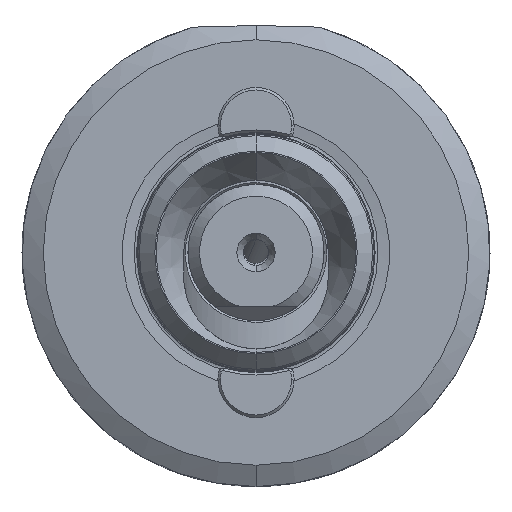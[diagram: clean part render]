
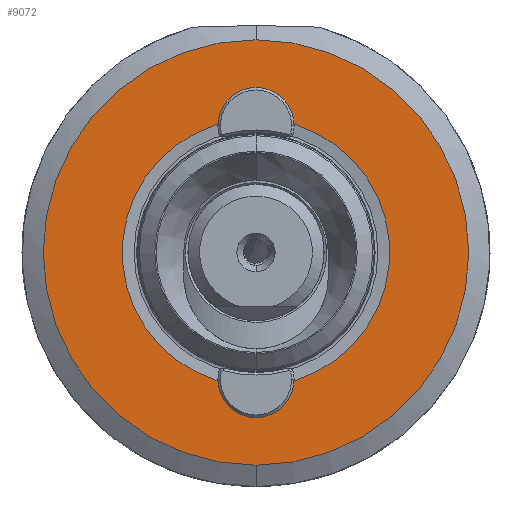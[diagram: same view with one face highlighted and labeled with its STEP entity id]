
A CAD part, left-side view. The second image highlights one B-rep face of the part: STEP entity #9072.
In plain terms, the highlighted planar face has unit normal (-1, 0, 0).
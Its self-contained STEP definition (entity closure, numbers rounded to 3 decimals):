
#14 = AXIS2_PLACEMENT_3D ( 'NONE', #50097, #26110, #1970 ) ;
#320 = CIRCLE ( 'NONE', #48178, 25. ) ;
#1476 = CIRCLE ( 'NONE', #33083, 15.715 ) ;
#1488 = AXIS2_PLACEMENT_3D ( 'NONE', #10901, #39024, #14940 ) ;
#1778 = CARTESIAN_POINT ( 'NONE',  ( 0., 0., 0. ) ) ;
#1970 = DIRECTION ( 'NONE',  ( 0., 0., 1. ) ) ;
#2137 = VERTEX_POINT ( 'NONE', #7508 ) ;
#3175 = FACE_BOUND ( 'NONE', #39473, .T. ) ;
#3645 = DIRECTION ( 'NONE',  ( 1., 0., 0. ) ) ;
#3738 = VERTEX_POINT ( 'NONE', #46703 ) ;
#4456 = CARTESIAN_POINT ( 'NONE',  ( 0., 2.118, 15.572 ) ) ;
#5076 = ORIENTED_EDGE ( 'NONE', *, *, #42177, .F. ) ;
#5088 = ORIENTED_EDGE ( 'NONE', *, *, #6977, .F. ) ;
#5848 = DIRECTION ( 'NONE',  ( 0., 0., 1. ) ) ;
#6421 = CIRCLE ( 'NONE', #13123, 2.5 ) ;
#6433 = CARTESIAN_POINT ( 'NONE',  ( 0., 0., 25. ) ) ;
#6538 = AXIS2_PLACEMENT_3D ( 'NONE', #15619, #3645, #31796 ) ;
#6645 = VERTEX_POINT ( 'NONE', #4456 ) ;
#6977 = EDGE_CURVE ( 'NONE', #8680, #41208, #6421, .T. ) ;
#7508 = CARTESIAN_POINT ( 'NONE',  ( 0., -2.118, -15.572 ) ) ;
#8069 = ORIENTED_EDGE ( 'NONE', *, *, #36492, .F. ) ;
#8680 = VERTEX_POINT ( 'NONE', #18339 ) ;
#8885 = CARTESIAN_POINT ( 'NONE',  ( 0., 0., 19.4 ) ) ;
#9021 = CIRCLE ( 'NONE', #22914, 2.5 ) ;
#9072 = ADVANCED_FACE ( 'NONE', ( #38447, #3175 ), #23720, .F. ) ;
#9729 = ORIENTED_EDGE ( 'NONE', *, *, #38429, .T. ) ;
#10499 = DIRECTION ( 'NONE',  ( -1., 0., 0. ) ) ;
#10885 = ORIENTED_EDGE ( 'NONE', *, *, #43939, .F. ) ;
#10901 = CARTESIAN_POINT ( 'NONE',  ( 0., 0., 0. ) ) ;
#11364 = AXIS2_PLACEMENT_3D ( 'NONE', #19244, #47338, #23289 ) ;
#13123 = AXIS2_PLACEMENT_3D ( 'NONE', #22738, #50793, #26794 ) ;
#14940 = DIRECTION ( 'NONE',  ( 0., 0., 1. ) ) ;
#15619 = CARTESIAN_POINT ( 'NONE',  ( 0., 0., -15.715 ) ) ;
#17414 = EDGE_CURVE ( 'NONE', #39506, #3738, #23837, .T. ) ;
#17616 = DIRECTION ( 'NONE',  ( -1., 0., 0. ) ) ;
#18073 = AXIS2_PLACEMENT_3D ( 'NONE', #46394, #22337, #50398 ) ;
#18339 = CARTESIAN_POINT ( 'NONE',  ( 0., -2.118, 15.572 ) ) ;
#19244 = CARTESIAN_POINT ( 'NONE',  ( 0., 0., -16.9 ) ) ;
#21539 = ORIENTED_EDGE ( 'NONE', *, *, #17414, .F. ) ;
#22157 = EDGE_CURVE ( 'NONE', #41485, #34301, #320, .T. ) ;
#22337 = DIRECTION ( 'NONE',  ( -1., 0., 0. ) ) ;
#22738 = CARTESIAN_POINT ( 'NONE',  ( 0., 0., 16.9 ) ) ;
#22914 = AXIS2_PLACEMENT_3D ( 'NONE', #41695, #17616, #45741 ) ;
#23289 = DIRECTION ( 'NONE',  ( 0., 0., 1. ) ) ;
#23720 = PLANE ( 'NONE',  #6538 ) ;
#23837 = CIRCLE ( 'NONE', #11364, 2.5 ) ;
#26110 = DIRECTION ( 'NONE',  ( -1., 0., 0. ) ) ;
#26794 = DIRECTION ( 'NONE',  ( 0., 0., 1. ) ) ;
#29942 = DIRECTION ( 'NONE',  ( -1., 0., 0. ) ) ;
#30858 = EDGE_CURVE ( 'NONE', #2137, #8680, #47022, .T. ) ;
#31796 = DIRECTION ( 'NONE',  ( 0., 0., -1. ) ) ;
#33083 = AXIS2_PLACEMENT_3D ( 'NONE', #1778, #29942, #5848 ) ;
#33830 = ORIENTED_EDGE ( 'NONE', *, *, #22157, .T. ) ;
#34301 = VERTEX_POINT ( 'NONE', #6433 ) ;
#34563 = CARTESIAN_POINT ( 'NONE',  ( 0., 0., 0. ) ) ;
#34819 = ORIENTED_EDGE ( 'NONE', *, *, #30858, .F. ) ;
#36492 = EDGE_CURVE ( 'NONE', #3738, #2137, #47329, .T. ) ;
#38429 = EDGE_CURVE ( 'NONE', #34301, #41485, #40082, .T. ) ;
#38447 = FACE_OUTER_BOUND ( 'NONE', #47347, .T. ) ;
#38626 = DIRECTION ( 'NONE',  ( 0., 0., 1. ) ) ;
#39024 = DIRECTION ( 'NONE',  ( -1., 0., 0. ) ) ;
#39473 = EDGE_LOOP ( 'NONE', ( #5076, #10885, #5088, #34819, #8069, #21539 ) ) ;
#39506 = VERTEX_POINT ( 'NONE', #42779 ) ;
#40082 = CIRCLE ( 'NONE', #1488, 25. ) ;
#41208 = VERTEX_POINT ( 'NONE', #8885 ) ;
#41485 = VERTEX_POINT ( 'NONE', #50808 ) ;
#41695 = CARTESIAN_POINT ( 'NONE',  ( 0., 0., 16.9 ) ) ;
#42177 = EDGE_CURVE ( 'NONE', #6645, #39506, #1476, .T. ) ;
#42779 = CARTESIAN_POINT ( 'NONE',  ( 0., 2.118, -15.572 ) ) ;
#43939 = EDGE_CURVE ( 'NONE', #41208, #6645, #9021, .T. ) ;
#45741 = DIRECTION ( 'NONE',  ( 0., 0., 1. ) ) ;
#46394 = CARTESIAN_POINT ( 'NONE',  ( 0., 0., -16.9 ) ) ;
#46703 = CARTESIAN_POINT ( 'NONE',  ( 0., 0., -19.4 ) ) ;
#47022 = CIRCLE ( 'NONE', #14, 15.715 ) ;
#47329 = CIRCLE ( 'NONE', #18073, 2.5 ) ;
#47338 = DIRECTION ( 'NONE',  ( -1., 0., 0. ) ) ;
#47347 = EDGE_LOOP ( 'NONE', ( #33830, #9729 ) ) ;
#48178 = AXIS2_PLACEMENT_3D ( 'NONE', #34563, #10499, #38626 ) ;
#50097 = CARTESIAN_POINT ( 'NONE',  ( 0., 0., 0. ) ) ;
#50398 = DIRECTION ( 'NONE',  ( 0., 0., 1. ) ) ;
#50793 = DIRECTION ( 'NONE',  ( -1., 0., 0. ) ) ;
#50808 = CARTESIAN_POINT ( 'NONE',  ( 0., 0., -25. ) ) ;
